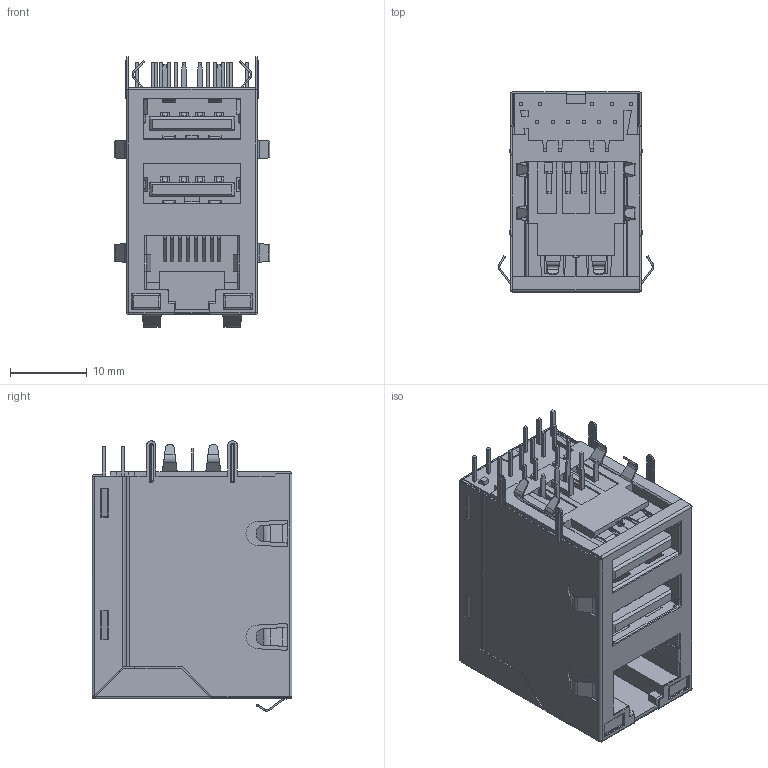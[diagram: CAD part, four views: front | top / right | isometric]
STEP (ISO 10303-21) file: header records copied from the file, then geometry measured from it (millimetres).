
FILE_DESCRIPTION( ( 'Unknown' ), '1' );
FILE_NAME( '7497111611A.stp', 'Unknown', ( 'Unknown' ), ( 'Unknown' ), 'PSStep 17.0.49', 'Unknown', ' ' );
FILE_SCHEMA( ( 'AUTOMOTIVE_DESIGN { 1 0 10303 214 1 1 1 1 }' ) );
Length unit declared in the file: millimetre
Products named in the file (9): 61400826021; Insulator; Shielding_3; Pin_1; Pin_2; Shielding; Assem1
Assembly tree (14 placements, depth 3):
  Assem1
    Insulator
    Shielding
    61400826021
      Insulator
      Shielding_3
      Pin_1  x4
      Pin_2  x4
      Shielding
Bounding box: 20.29 x 26.09 x 35.27 mm (x, y, z)
Volume: 10105.5 mm3; surface area: 15613 mm2
Topology: 13 solids, 13 shells, 2213 faces, 5838 edges, 3686 vertices
Faces by surface type: plane 1497, cylinder 570, bspline 120, extrusion 14, torus 8, sphere 4
Entity records: 78212 total; most frequent: CARTESIAN_POINT 14699, ORIENTED_EDGE 10276, DIRECTION 9213, EDGE_CURVE 5138, VECTOR 3923, LINE 3909, VERTEX_POINT 3230, AXIS2_PLACEMENT_3D 2645
